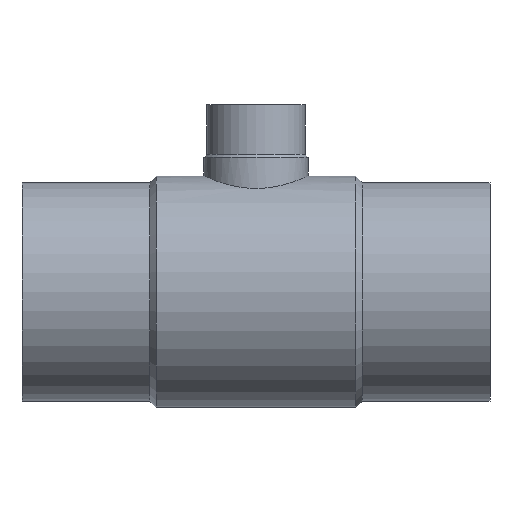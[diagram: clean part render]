
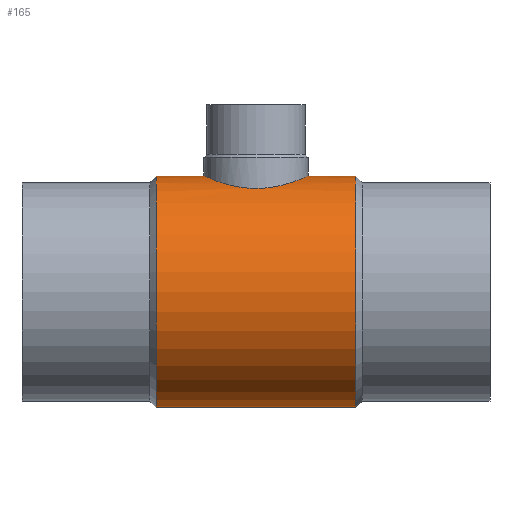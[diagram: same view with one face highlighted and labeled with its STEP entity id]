
A CAD part, top view. The second image highlights one B-rep face of the part: STEP entity #165.
In plain terms, the highlighted cylindrical face has radius 74.15 mm (diameter 148.3 mm), a partial arc.
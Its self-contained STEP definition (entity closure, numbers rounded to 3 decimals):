
#139 = EDGE_CURVE( '', #167, #217, #366, .T. );
#147 = EDGE_CURVE( '', #167, #331, #375, .T. );
#165 = ADVANCED_FACE( '', ( #395 ), #396, .T. );
#167 = VERTEX_POINT( '', #398 );
#169 = EDGE_CURVE( '', #253, #307, #400, .T. );
#183 = EDGE_CURVE( '', #331, #253, #416, .T. );
#217 = VERTEX_POINT( '', #454 );
#253 = VERTEX_POINT( '', #493 );
#297 = EDGE_CURVE( '', #317, #217, #547, .T. );
#307 = VERTEX_POINT( '', #557 );
#317 = VERTEX_POINT( '', #568 );
#325 = EDGE_CURVE( '', #307, #317, #576, .T. );
#331 = VERTEX_POINT( '', #582 );
#366 = CIRCLE( '', #645, 74.15 );
#375 = LINE( '', #656, #657 );
#395 = FACE_OUTER_BOUND( '', #680, .T. );
#396 = CYLINDRICAL_SURFACE( '', #681, 74.15 );
#398 = CARTESIAN_POINT( '', ( -213.85, -74.15, 0. ) );
#400 = LINE( '', #686, #687 );
#416 = CIRCLE( '', #738, 74.15 );
#454 = CARTESIAN_POINT( '', ( -213.85, 74.15, 0. ) );
#493 = CARTESIAN_POINT( '', ( -86.15, 74.15, 0. ) );
#547 = LINE( '', #1009, #1010 );
#557 = CARTESIAN_POINT( '', ( -116.6, 74.15, 0. ) );
#568 = CARTESIAN_POINT( '', ( -183.4, 74.15, 0. ) );
#576 = B_SPLINE_CURVE_WITH_KNOTS( '', 3, ( #1050, #1051, #1052, #1053, #1054, #1055, #1056, #1057, #1058, #1059, #1060, #1061, #1062, #1063, #1064, #1065, #1066, #1067, #1068, #1069, #1070, #1071, #1072, #1073, #1074, #1075, #1076, #1077, #1078, #1079, #1080, #1081, #1082, #1083, #1084, #1085, #1086, #1087, #1088, #1089, #1090, #1091, #1092, #1093, #1094, #1095, #1096, #1097, #1098, #1099, #1100, #1101, #1102, #1103, #1104, #1105, #1106, #1107, #1108, #1109, #1110, #1111, #1112, #1113, #1114, #1115 ), .UNSPECIFIED., .F., .F., ( 4, 2, 2, 2, 2, 2, 2, 2, 2, 2, 2, 2, 2, 2, 2, 2, 2, 2, 2, 2, 2, 2, 2, 2, 2, 2, 2, 2, 2, 2, 2, 2, 4 ), ( 51.137, 54.331, 57.524, 60.718, 63.911, 67.104, 70.298, 73.491, 76.684, 79.883, 83.082, 86.281, 89.48, 92.678, 95.877, 99.076, 102.275, 105.474, 108.673, 111.871, 115.07, 118.269, 121.468, 124.667, 127.865, 131.059, 134.252, 137.446, 140.639, 143.832, 147.026, 150.219, 153.412 ), .UNSPECIFIED. );
#582 = CARTESIAN_POINT( '', ( -86.15, -74.15, 0. ) );
#645 = AXIS2_PLACEMENT_3D( '', #1180, #1181, #1182 );
#656 = CARTESIAN_POINT( '', ( -150., -74.15, 0. ) );
#657 = VECTOR( '', #1194, 1. );
#680 = EDGE_LOOP( '', ( #1216, #1217, #1218, #1219, #1220, #1221 ) );
#681 = AXIS2_PLACEMENT_3D( '', #1222, #1223, #1224 );
#686 = CARTESIAN_POINT( '', ( -150., 74.15, 0. ) );
#687 = VECTOR( '', #1225, 1. );
#738 = AXIS2_PLACEMENT_3D( '', #1242, #1243, #1244 );
#1009 = CARTESIAN_POINT( '', ( -150., 74.15, 0. ) );
#1010 = VECTOR( '', #1421, 1. );
#1050 = CARTESIAN_POINT( '', ( -116.6, 74.15, 0. ) );
#1051 = CARTESIAN_POINT( '', ( -116.6, 74.15, 1.064 ) );
#1052 = CARTESIAN_POINT( '', ( -116.651, 74.127, 2.145 ) );
#1053 = CARTESIAN_POINT( '', ( -116.862, 74.032, 4.316 ) );
#1054 = CARTESIAN_POINT( '', ( -117.022, 73.961, 5.407 ) );
#1055 = CARTESIAN_POINT( '', ( -117.452, 73.77, 7.577 ) );
#1056 = CARTESIAN_POINT( '', ( -117.722, 73.651, 8.658 ) );
#1057 = CARTESIAN_POINT( '', ( -118.371, 73.369, 10.789 ) );
#1058 = CARTESIAN_POINT( '', ( -118.749, 73.206, 11.839 ) );
#1059 = CARTESIAN_POINT( '', ( -119.606, 72.844, 13.892 ) );
#1060 = CARTESIAN_POINT( '', ( -120.085, 72.645, 14.896 ) );
#1061 = CARTESIAN_POINT( '', ( -121.136, 72.219, 16.842 ) );
#1062 = CARTESIAN_POINT( '', ( -121.707, 71.992, 17.784 ) );
#1063 = CARTESIAN_POINT( '', ( -122.928, 71.521, 19.592 ) );
#1064 = CARTESIAN_POINT( '', ( -123.578, 71.277, 20.459 ) );
#1065 = CARTESIAN_POINT( '', ( -124.939, 70.784, 22.105 ) );
#1066 = CARTESIAN_POINT( '', ( -125.65, 70.534, 22.885 ) );
#1067 = CARTESIAN_POINT( '', ( -127.116, 70.042, 24.351 ) );
#1068 = CARTESIAN_POINT( '', ( -127.897, 69.79, 25.063 ) );
#1069 = CARTESIAN_POINT( '', ( -129.545, 69.285, 26.425 ) );
#1070 = CARTESIAN_POINT( '', ( -130.411, 69.034, 27.075 ) );
#1071 = CARTESIAN_POINT( '', ( -132.219, 68.542, 28.295 ) );
#1072 = CARTESIAN_POINT( '', ( -133.161, 68.303, 28.866 ) );
#1073 = CARTESIAN_POINT( '', ( -135.105, 67.85, 29.915 ) );
#1074 = CARTESIAN_POINT( '', ( -136.108, 67.636, 30.394 ) );
#1075 = CARTESIAN_POINT( '', ( -138.159, 67.245, 31.251 ) );
#1076 = CARTESIAN_POINT( '', ( -139.209, 67.067, 31.628 ) );
#1077 = CARTESIAN_POINT( '', ( -141.338, 66.758, 32.277 ) );
#1078 = CARTESIAN_POINT( '', ( -142.418, 66.626, 32.547 ) );
#1079 = CARTESIAN_POINT( '', ( -144.589, 66.414, 32.977 ) );
#1080 = CARTESIAN_POINT( '', ( -145.68, 66.334, 33.137 ) );
#1081 = CARTESIAN_POINT( '', ( -147.852, 66.228, 33.349 ) );
#1082 = CARTESIAN_POINT( '', ( -148.934, 66.202, 33.4 ) );
#1083 = CARTESIAN_POINT( '', ( -151.066, 66.202, 33.4 ) );
#1084 = CARTESIAN_POINT( '', ( -152.148, 66.228, 33.349 ) );
#1085 = CARTESIAN_POINT( '', ( -154.32, 66.334, 33.137 ) );
#1086 = CARTESIAN_POINT( '', ( -155.411, 66.414, 32.977 ) );
#1087 = CARTESIAN_POINT( '', ( -157.582, 66.626, 32.547 ) );
#1088 = CARTESIAN_POINT( '', ( -158.662, 66.758, 32.277 ) );
#1089 = CARTESIAN_POINT( '', ( -160.791, 67.067, 31.628 ) );
#1090 = CARTESIAN_POINT( '', ( -161.841, 67.245, 31.251 ) );
#1091 = CARTESIAN_POINT( '', ( -163.892, 67.636, 30.394 ) );
#1092 = CARTESIAN_POINT( '', ( -164.895, 67.85, 29.915 ) );
#1093 = CARTESIAN_POINT( '', ( -166.839, 68.303, 28.866 ) );
#1094 = CARTESIAN_POINT( '', ( -167.781, 68.542, 28.295 ) );
#1095 = CARTESIAN_POINT( '', ( -169.589, 69.034, 27.075 ) );
#1096 = CARTESIAN_POINT( '', ( -170.455, 69.285, 26.425 ) );
#1097 = CARTESIAN_POINT( '', ( -172.103, 69.79, 25.063 ) );
#1098 = CARTESIAN_POINT( '', ( -172.884, 70.042, 24.351 ) );
#1099 = CARTESIAN_POINT( '', ( -174.35, 70.534, 22.885 ) );
#1100 = CARTESIAN_POINT( '', ( -175.061, 70.784, 22.105 ) );
#1101 = CARTESIAN_POINT( '', ( -176.422, 71.277, 20.459 ) );
#1102 = CARTESIAN_POINT( '', ( -177.072, 71.521, 19.592 ) );
#1103 = CARTESIAN_POINT( '', ( -178.293, 71.992, 17.784 ) );
#1104 = CARTESIAN_POINT( '', ( -178.864, 72.219, 16.842 ) );
#1105 = CARTESIAN_POINT( '', ( -179.915, 72.645, 14.896 ) );
#1106 = CARTESIAN_POINT( '', ( -180.394, 72.844, 13.892 ) );
#1107 = CARTESIAN_POINT( '', ( -181.251, 73.206, 11.839 ) );
#1108 = CARTESIAN_POINT( '', ( -181.629, 73.369, 10.789 ) );
#1109 = CARTESIAN_POINT( '', ( -182.278, 73.651, 8.658 ) );
#1110 = CARTESIAN_POINT( '', ( -182.548, 73.77, 7.577 ) );
#1111 = CARTESIAN_POINT( '', ( -182.978, 73.961, 5.407 ) );
#1112 = CARTESIAN_POINT( '', ( -183.138, 74.032, 4.316 ) );
#1113 = CARTESIAN_POINT( '', ( -183.349, 74.127, 2.145 ) );
#1114 = CARTESIAN_POINT( '', ( -183.4, 74.15, 1.064 ) );
#1115 = CARTESIAN_POINT( '', ( -183.4, 74.15, 0. ) );
#1180 = CARTESIAN_POINT( '', ( -213.85, 0., 0. ) );
#1181 = DIRECTION( '', ( -1., 0., 0. ) );
#1182 = DIRECTION( '', ( 0., 1., 0. ) );
#1194 = DIRECTION( '', ( 1., 0., 0. ) );
#1216 = ORIENTED_EDGE( '', *, *, #169, .T. );
#1217 = ORIENTED_EDGE( '', *, *, #325, .T. );
#1218 = ORIENTED_EDGE( '', *, *, #297, .T. );
#1219 = ORIENTED_EDGE( '', *, *, #139, .F. );
#1220 = ORIENTED_EDGE( '', *, *, #147, .T. );
#1221 = ORIENTED_EDGE( '', *, *, #183, .T. );
#1222 = CARTESIAN_POINT( '', ( -150., 0., 0. ) );
#1223 = DIRECTION( '', ( 1., 0., 0. ) );
#1224 = DIRECTION( '', ( 0., 1., 0. ) );
#1225 = DIRECTION( '', ( -1., 0., 0. ) );
#1242 = CARTESIAN_POINT( '', ( -86.15, 0., 0. ) );
#1243 = DIRECTION( '', ( -1., 0., 0. ) );
#1244 = DIRECTION( '', ( 0., 1., 0. ) );
#1421 = DIRECTION( '', ( -1., 0., 0. ) );
